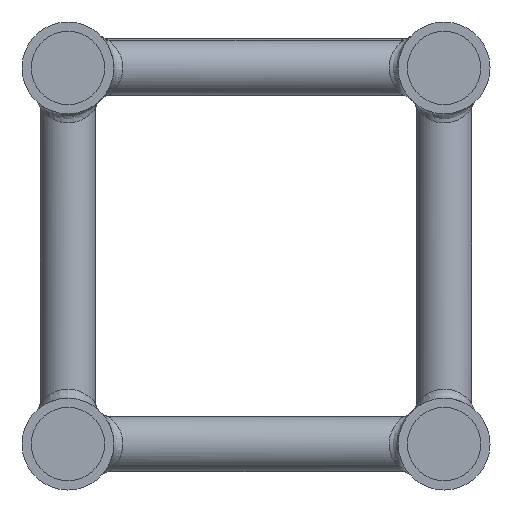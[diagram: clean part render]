
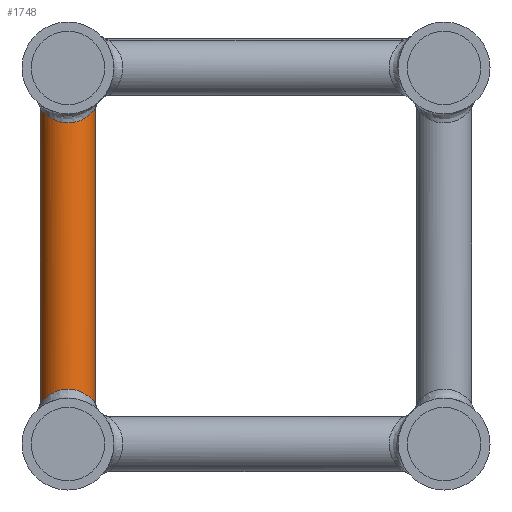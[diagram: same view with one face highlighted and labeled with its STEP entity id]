
A CAD part, left-side view. The second image highlights one B-rep face of the part: STEP entity #1748.
In plain terms, the highlighted cylindrical face has radius 3 mm (diameter 6 mm), a full revolution.
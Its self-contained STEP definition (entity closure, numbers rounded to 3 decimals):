
#68=ELLIPSE('',#1958,10.112,3.);
#204=B_SPLINE_CURVE_WITH_KNOTS('',3,(#11745,#11746,#11747,#11748,#11749,
#11750,#11751,#11752,#11753,#11754,#11755,#11756,#11757,#11758,#11759,#11760,
#11761,#11762,#11763),.UNSPECIFIED.,.F.,.F.,(4,1,1,1,1,1,1,1,1,1,1,1,1,
1,1,1,4),(0.,0.067,0.133,0.266,0.4,
0.533,0.6,0.666,0.799,
0.888,0.977,1.066,1.11,1.155,
1.244,1.332,1.399),.UNSPECIFIED.);
#205=B_SPLINE_CURVE_WITH_KNOTS('',3,(#11764,#11765,#11766,#11767,#11768,
#11769,#11770,#11771),.UNSPECIFIED.,.F.,.F.,(4,1,1,1,1,4),(1.399,
1.466,1.599,1.732,1.799,1.865),
 .UNSPECIFIED.);
#206=B_SPLINE_CURVE_WITH_KNOTS('',3,(#11776,#11777,#11778,#11779,#11780,
#11781,#11782,#11783,#11784,#11785,#11786),.UNSPECIFIED.,.F.,.F.,(4,1,1,
1,1,1,1,1,4),(1.748,1.87,1.992,2.236,
2.358,2.419,2.48,2.603,2.603),
 .UNSPECIFIED.);
#207=B_SPLINE_CURVE_WITH_KNOTS('',3,(#11789,#11790,#11791,#11792,#11793,
#11794,#11795,#11796,#11797),.UNSPECIFIED.,.F.,.F.,(4,1,1,1,1,1,4),(2.603,
2.725,2.969,3.091,3.213,3.335,
3.457),.UNSPECIFIED.);
#348=FACE_OUTER_BOUND('',#483,.T.);
#483=EDGE_LOOP('',(#1560,#1561,#1562,#1563,#1564,#1565,#1566));
#530=LINE('',#11774,#563);
#563=VECTOR('',#2373,3.);
#813=VERTEX_POINT('',#11742);
#814=VERTEX_POINT('',#11744);
#815=VERTEX_POINT('',#11773);
#816=VERTEX_POINT('',#11775);
#817=VERTEX_POINT('',#11787);
#1065=EDGE_CURVE('',#813,#814,#204,.T.);
#1066=EDGE_CURVE('',#814,#813,#205,.T.);
#1067=EDGE_CURVE('',#814,#815,#530,.T.);
#1068=EDGE_CURVE('',#816,#815,#206,.T.);
#1069=EDGE_CURVE('',#817,#816,#68,.T.);
#1070=EDGE_CURVE('',#815,#817,#207,.T.);
#1560=ORIENTED_EDGE('',*,*,#1065,.F.);
#1561=ORIENTED_EDGE('',*,*,#1066,.F.);
#1562=ORIENTED_EDGE('',*,*,#1067,.T.);
#1563=ORIENTED_EDGE('',*,*,#1068,.F.);
#1564=ORIENTED_EDGE('',*,*,#1069,.F.);
#1565=ORIENTED_EDGE('',*,*,#1070,.F.);
#1566=ORIENTED_EDGE('',*,*,#1067,.F.);
#1650=CYLINDRICAL_SURFACE('',#1957,3.);
#1748=ADVANCED_FACE('',(#348),#1650,.T.);
#1957=AXIS2_PLACEMENT_3D('',#11772,#2371,#2372);
#1958=AXIS2_PLACEMENT_3D('',#11788,#2374,#2375);
#2371=DIRECTION('center_axis',(0.,0.,1.));
#2372=DIRECTION('ref_axis',(1.,0.,0.));
#2373=DIRECTION('',(0.,0.,-1.));
#2374=DIRECTION('center_axis',(0.955,0.,-0.297));
#2375=DIRECTION('ref_axis',(0.297,0.,0.955));
#11742=CARTESIAN_POINT('',(10.5,38.,36.528));
#11744=CARTESIAN_POINT('',(7.501,40.999,35.002));
#11745=CARTESIAN_POINT('Ctrl Pts',(10.5,38.,36.528));
#11746=CARTESIAN_POINT('Ctrl Pts',(10.732,38.,36.528));
#11747=CARTESIAN_POINT('Ctrl Pts',(11.196,38.055,36.461));
#11748=CARTESIAN_POINT('Ctrl Pts',(12.044,38.363,36.121));
#11749=CARTESIAN_POINT('Ctrl Pts',(12.9,39.045,35.524));
#11750=CARTESIAN_POINT('Ctrl Pts',(13.524,40.275,34.981));
#11751=CARTESIAN_POINT('Ctrl Pts',(13.525,41.483,34.978));
#11752=CARTESIAN_POINT('Ctrl Pts',(13.211,42.342,35.253));
#11753=CARTESIAN_POINT('Ctrl Pts',(12.73,43.089,35.642));
#11754=CARTESIAN_POINT('Ctrl Pts',(11.988,43.683,36.16));
#11755=CARTESIAN_POINT('Ctrl Pts',(10.975,44.012,36.541));
#11756=CARTESIAN_POINT('Ctrl Pts',(10.024,44.011,36.539));
#11757=CARTESIAN_POINT('Ctrl Pts',(9.301,43.777,36.268));
#11758=CARTESIAN_POINT('Ctrl Pts',(8.796,43.482,35.989));
#11759=CARTESIAN_POINT('Ctrl Pts',(8.343,43.12,35.692));
#11760=CARTESIAN_POINT('Ctrl Pts',(7.881,42.551,35.333));
#11761=CARTESIAN_POINT('Ctrl Pts',(7.562,41.775,35.054));
#11762=CARTESIAN_POINT('Ctrl Pts',(7.501,41.232,35.002));
#11763=CARTESIAN_POINT('Ctrl Pts',(7.502,40.999,35.002));
#11764=CARTESIAN_POINT('Ctrl Pts',(7.502,40.999,35.002));
#11765=CARTESIAN_POINT('Ctrl Pts',(7.502,40.767,35.002));
#11766=CARTESIAN_POINT('Ctrl Pts',(7.581,40.069,35.072));
#11767=CARTESIAN_POINT('Ctrl Pts',(8.101,39.046,35.524));
#11768=CARTESIAN_POINT('Ctrl Pts',(8.956,38.363,36.121));
#11769=CARTESIAN_POINT('Ctrl Pts',(9.804,38.055,36.461));
#11770=CARTESIAN_POINT('Ctrl Pts',(10.268,38.,36.528));
#11771=CARTESIAN_POINT('Ctrl Pts',(10.5,38.,36.528));
#11772=CARTESIAN_POINT('Origin',(10.5,41.,-3.));
#11773=CARTESIAN_POINT('',(7.5,41.,6.));
#11774=CARTESIAN_POINT('',(7.5,41.,-3.));
#11775=CARTESIAN_POINT('',(11.93,38.363,4.862));
#11776=CARTESIAN_POINT('Ctrl Pts',(11.93,38.363,4.862));
#11777=CARTESIAN_POINT('Ctrl Pts',(11.677,38.225,4.729));
#11778=CARTESIAN_POINT('Ctrl Pts',(11.124,38.016,4.494));
#11779=CARTESIAN_POINT('Ctrl Pts',(9.871,37.954,4.416));
#11780=CARTESIAN_POINT('Ctrl Pts',(8.761,38.44,4.996));
#11781=CARTESIAN_POINT('Ctrl Pts',(8.086,39.179,5.506));
#11782=CARTESIAN_POINT('Ctrl Pts',(7.791,39.685,5.747));
#11783=CARTESIAN_POINT('Ctrl Pts',(7.571,40.238,5.936));
#11784=CARTESIAN_POINT('Ctrl Pts',(7.499,40.695,6.));
#11785=CARTESIAN_POINT('Ctrl Pts',(7.5,41.,6.));
#11786=CARTESIAN_POINT('Ctrl Pts',(7.5,41.,6.));
#11787=CARTESIAN_POINT('',(11.93,43.637,4.862));
#11788=CARTESIAN_POINT('Origin',(10.5,41.,0.257));
#11789=CARTESIAN_POINT('Ctrl Pts',(7.5,41.,6.));
#11790=CARTESIAN_POINT('Ctrl Pts',(7.5,41.305,6.));
#11791=CARTESIAN_POINT('Ctrl Pts',(7.644,42.222,5.872));
#11792=CARTESIAN_POINT('Ctrl Pts',(8.328,43.204,5.285));
#11793=CARTESIAN_POINT('Ctrl Pts',(9.309,43.8,4.708));
#11794=CARTESIAN_POINT('Ctrl Pts',(10.188,44.032,4.433));
#11795=CARTESIAN_POINT('Ctrl Pts',(11.121,43.982,4.496));
#11796=CARTESIAN_POINT('Ctrl Pts',(11.677,43.775,4.729));
#11797=CARTESIAN_POINT('Ctrl Pts',(11.93,43.637,4.862));
